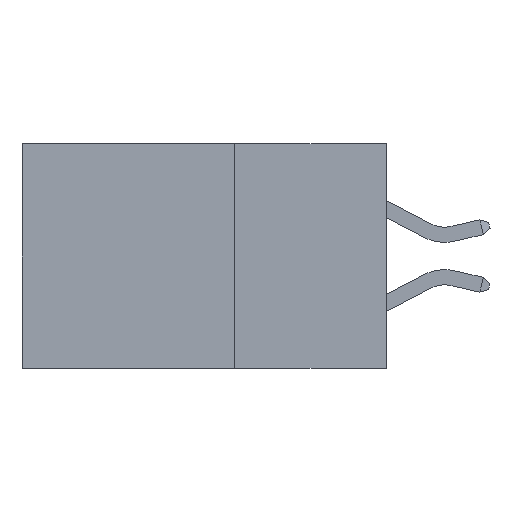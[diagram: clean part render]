
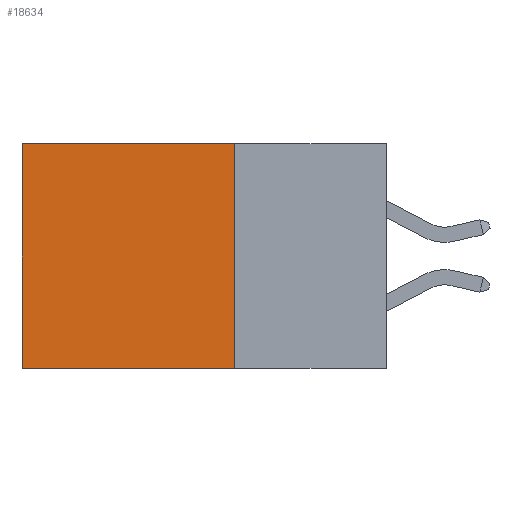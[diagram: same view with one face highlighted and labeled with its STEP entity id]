
A CAD part, left-side view. The second image highlights one B-rep face of the part: STEP entity #18634.
In plain terms, the highlighted planar face has unit normal (-1, 0, 0).
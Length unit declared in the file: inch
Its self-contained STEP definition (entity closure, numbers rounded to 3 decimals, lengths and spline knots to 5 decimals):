
#964 = VECTOR ( 'NONE', #13295, 39.37008 ) ;
#1131 = CARTESIAN_POINT ( 'NONE',  ( 0.2615, 0.25, 0. ) ) ;
#2759 = LINE ( 'NONE', #17354, #19784 ) ;
#2917 = DIRECTION ( 'NONE',  ( 0., 0., -1. ) ) ;
#5643 = VERTEX_POINT ( 'NONE', #14995 ) ;
#5965 = CARTESIAN_POINT ( 'NONE',  ( 0.2615, 0.25, -0.37 ) ) ;
#6004 = EDGE_CURVE ( 'NONE', #5643, #10678, #14857, .T. ) ;
#6261 = PLANE ( 'NONE',  #17127 ) ;
#6283 = VERTEX_POINT ( 'NONE', #9304 ) ;
#6406 = LINE ( 'NONE', #20602, #19730 ) ;
#7368 = DIRECTION ( 'NONE',  ( 0., 0., -1. ) ) ;
#7959 = CARTESIAN_POINT ( 'NONE',  ( 0.2615, 0.6, -0.37 ) ) ;
#8579 = CARTESIAN_POINT ( 'NONE',  ( 0.2615, 0.25, -0.37 ) ) ;
#9122 = ORIENTED_EDGE ( 'NONE', *, *, #9763, .T. ) ;
#9221 = FACE_OUTER_BOUND ( 'NONE', #17145, .T. ) ;
#9304 = CARTESIAN_POINT ( 'NONE',  ( 0.2615, 0.6, 0. ) ) ;
#9763 = EDGE_CURVE ( 'NONE', #18768, #6283, #10623, .T. ) ;
#10623 = LINE ( 'NONE', #13174, #19289 ) ;
#10678 = VERTEX_POINT ( 'NONE', #7959 ) ;
#11992 = DIRECTION ( 'NONE',  ( 0., 1., 0. ) ) ;
#12680 = DIRECTION ( 'NONE',  ( 1., 0., 0. ) ) ;
#13174 = CARTESIAN_POINT ( 'NONE',  ( 0.2615, 0.25, 0. ) ) ;
#13295 = DIRECTION ( 'NONE',  ( 0., 1., 0. ) ) ;
#14301 = ORIENTED_EDGE ( 'NONE', *, *, #16334, .T. ) ;
#14857 = LINE ( 'NONE', #8579, #964 ) ;
#14995 = CARTESIAN_POINT ( 'NONE',  ( 0.2615, 0.25, -0.37 ) ) ;
#15260 = DIRECTION ( 'NONE',  ( 0., 0., -1. ) ) ;
#16334 = EDGE_CURVE ( 'NONE', #6283, #10678, #6406, .T. ) ;
#16509 = ORIENTED_EDGE ( 'NONE', *, *, #18184, .F. ) ;
#17127 = AXIS2_PLACEMENT_3D ( 'NONE', #5965, #12680, #2917 ) ;
#17145 = EDGE_LOOP ( 'NONE', ( #14301, #19080, #16509, #9122 ) ) ;
#17354 = CARTESIAN_POINT ( 'NONE',  ( 0.2615, 0.25, -0.37 ) ) ;
#18184 = EDGE_CURVE ( 'NONE', #18768, #5643, #2759, .T. ) ;
#18634 = ADVANCED_FACE ( 'NONE', ( #9221 ), #6261, .F. ) ;
#18768 = VERTEX_POINT ( 'NONE', #1131 ) ;
#19080 = ORIENTED_EDGE ( 'NONE', *, *, #6004, .F. ) ;
#19289 = VECTOR ( 'NONE', #11992, 39.37008 ) ;
#19730 = VECTOR ( 'NONE', #15260, 39.37008 ) ;
#19784 = VECTOR ( 'NONE', #7368, 39.37008 ) ;
#20602 = CARTESIAN_POINT ( 'NONE',  ( 0.2615, 0.6, -0.37 ) ) ;
